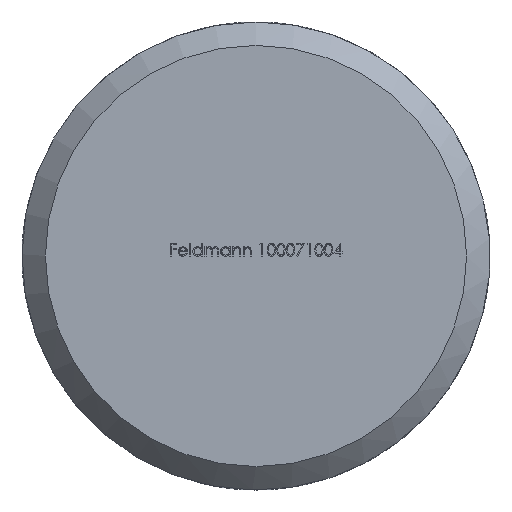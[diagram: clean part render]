
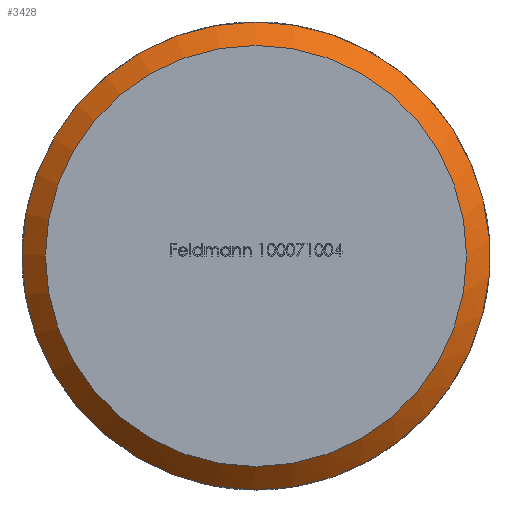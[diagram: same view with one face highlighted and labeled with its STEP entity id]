
A CAD part, front view. The second image highlights one B-rep face of the part: STEP entity #3428.
In plain terms, the highlighted conical face has half-angle 45 degrees and reference radius 10 mm.
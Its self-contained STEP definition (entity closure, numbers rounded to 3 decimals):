
#554 = EDGE_CURVE ( 'NONE', #14416, #14416, #7568, .T. ) ;
#1079 = DIRECTION ( 'NONE',  ( 0., 1., 0. ) ) ;
#1305 = AXIS2_PLACEMENT_3D ( 'NONE', #10124, #12426, #10070 ) ;
#1756 = ORIENTED_EDGE ( 'NONE', *, *, #2492, .F. ) ;
#2133 = CARTESIAN_POINT ( 'NONE',  ( 0., 1., 10. ) ) ;
#2492 = EDGE_CURVE ( 'NONE', #7745, #7745, #11089, .T. ) ;
#2994 = EDGE_LOOP ( 'NONE', ( #8390 ) ) ;
#3280 = CONICAL_SURFACE ( 'NONE', #1305, 10., 0.785 ) ;
#3428 = ADVANCED_FACE ( 'NONE', ( #8934, #13023 ), #3280, .T. ) ;
#4492 = CARTESIAN_POINT ( 'NONE',  ( 0., 1., 0. ) ) ;
#5877 = AXIS2_PLACEMENT_3D ( 'NONE', #4492, #1079, #7761 ) ;
#5908 = DIRECTION ( 'NONE',  ( 0., 0., 1. ) ) ;
#6251 = EDGE_LOOP ( 'NONE', ( #1756 ) ) ;
#6951 = AXIS2_PLACEMENT_3D ( 'NONE', #12578, #9154, #5908 ) ;
#7568 = CIRCLE ( 'NONE', #6951, 9. ) ;
#7745 = VERTEX_POINT ( 'NONE', #2133 ) ;
#7761 = DIRECTION ( 'NONE',  ( 0., 0., 1. ) ) ;
#8390 = ORIENTED_EDGE ( 'NONE', *, *, #554, .F. ) ;
#8934 = FACE_BOUND ( 'NONE', #2994, .T. ) ;
#8995 = CARTESIAN_POINT ( 'NONE',  ( 0., 0., 9. ) ) ;
#9154 = DIRECTION ( 'NONE',  ( 0., -1., 0. ) ) ;
#10070 = DIRECTION ( 'NONE',  ( 0., 0., 1. ) ) ;
#10124 = CARTESIAN_POINT ( 'NONE',  ( 0., 1., 0. ) ) ;
#11089 = CIRCLE ( 'NONE', #5877, 10. ) ;
#12426 = DIRECTION ( 'NONE',  ( 0., 1., 0. ) ) ;
#12578 = CARTESIAN_POINT ( 'NONE',  ( 0., 0., 0. ) ) ;
#13023 = FACE_OUTER_BOUND ( 'NONE', #6251, .T. ) ;
#14416 = VERTEX_POINT ( 'NONE', #8995 ) ;
